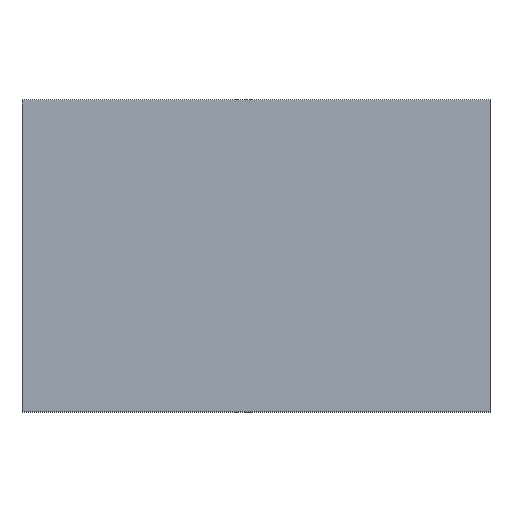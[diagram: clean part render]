
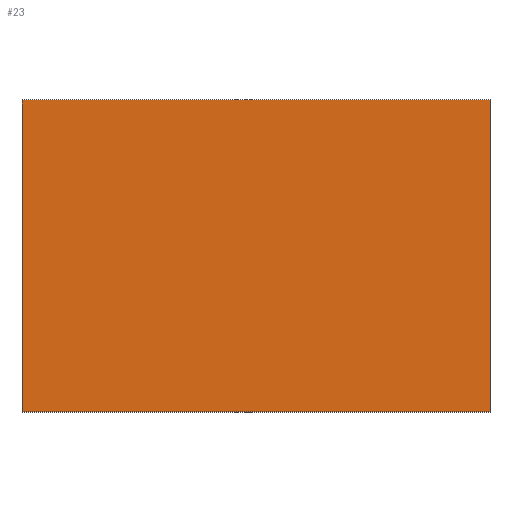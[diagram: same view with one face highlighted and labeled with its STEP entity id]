
A CAD part, top view. The second image highlights one B-rep face of the part: STEP entity #23.
In plain terms, the highlighted planar face has unit normal (0, 0, 1).
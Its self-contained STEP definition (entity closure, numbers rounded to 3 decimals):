
#1 = ORIENTED_EDGE ( 'NONE', *, *, #138, .T. ) ;
#2 = VECTOR ( 'NONE', #85, 1000. ) ;
#7 = DIRECTION ( 'NONE',  ( 0., 1., 0. ) ) ;
#13 = LINE ( 'NONE', #118, #73 ) ;
#17 = DIRECTION ( 'NONE',  ( 1., 0., 0. ) ) ;
#21 = FACE_OUTER_BOUND ( 'NONE', #38, .T. ) ;
#23 = ADVANCED_FACE ( 'NONE', ( #21 ), #49, .T. ) ;
#24 = EDGE_CURVE ( 'NONE', #153, #89, #42, .T. ) ;
#29 = ORIENTED_EDGE ( 'NONE', *, *, #191, .T. ) ;
#32 = DIRECTION ( 'NONE',  ( -1., 0., 0. ) ) ;
#37 = CARTESIAN_POINT ( 'NONE',  ( 179.73, 98.126, 2.3 ) ) ;
#38 = EDGE_LOOP ( 'NONE', ( #187, #100, #1, #29 ) ) ;
#41 = VECTOR ( 'NONE', #32, 1000. ) ;
#42 = LINE ( 'NONE', #143, #2 ) ;
#43 = VERTEX_POINT ( 'NONE', #145 ) ;
#49 = PLANE ( 'NONE',  #126 ) ;
#73 = VECTOR ( 'NONE', #7, 1000. ) ;
#77 = LINE ( 'NONE', #37, #140 ) ;
#85 = DIRECTION ( 'NONE',  ( 0., -1., 0. ) ) ;
#86 = DIRECTION ( 'NONE',  ( 1., 0., 0. ) ) ;
#89 = VERTEX_POINT ( 'NONE', #102 ) ;
#100 = ORIENTED_EDGE ( 'NONE', *, *, #170, .T. ) ;
#102 = CARTESIAN_POINT ( 'NONE',  ( 179.73, 98.126, 2.3 ) ) ;
#109 = VERTEX_POINT ( 'NONE', #174 ) ;
#118 = CARTESIAN_POINT ( 'NONE',  ( 254.73, 148.126, 2.3 ) ) ;
#122 = CARTESIAN_POINT ( 'NONE',  ( 179.73, 148.126, 2.3 ) ) ;
#126 = AXIS2_PLACEMENT_3D ( 'NONE', #163, #193, #17 ) ;
#131 = LINE ( 'NONE', #188, #41 ) ;
#138 = EDGE_CURVE ( 'NONE', #109, #43, #13, .T. ) ;
#140 = VECTOR ( 'NONE', #86, 1000. ) ;
#143 = CARTESIAN_POINT ( 'NONE',  ( 179.73, 148.126, 2.3 ) ) ;
#145 = CARTESIAN_POINT ( 'NONE',  ( 254.73, 148.126, 2.3 ) ) ;
#153 = VERTEX_POINT ( 'NONE', #122 ) ;
#163 = CARTESIAN_POINT ( 'NONE',  ( 0., 0., 2.3 ) ) ;
#170 = EDGE_CURVE ( 'NONE', #89, #109, #77, .T. ) ;
#174 = CARTESIAN_POINT ( 'NONE',  ( 254.73, 98.126, 2.3 ) ) ;
#187 = ORIENTED_EDGE ( 'NONE', *, *, #24, .T. ) ;
#188 = CARTESIAN_POINT ( 'NONE',  ( 179.73, 148.126, 2.3 ) ) ;
#191 = EDGE_CURVE ( 'NONE', #43, #153, #131, .T. ) ;
#193 = DIRECTION ( 'NONE',  ( 0., 0., 1. ) ) ;
